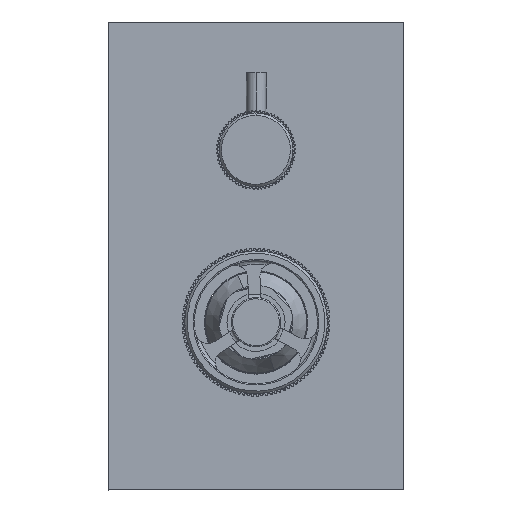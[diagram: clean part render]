
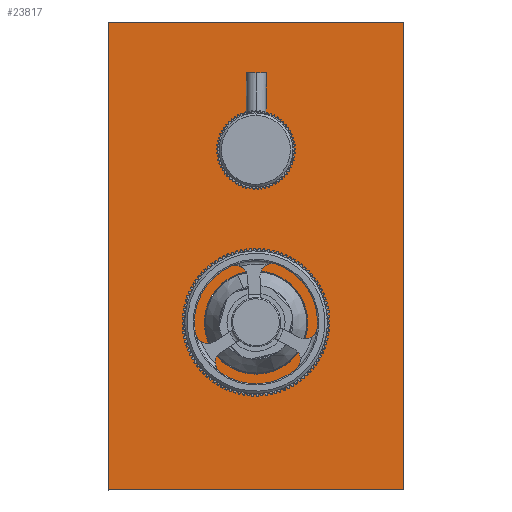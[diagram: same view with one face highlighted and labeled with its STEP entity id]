
A CAD part, top view. The second image highlights one B-rep face of the part: STEP entity #23817.
In plain terms, the highlighted planar face has unit normal (0, 0, 1).
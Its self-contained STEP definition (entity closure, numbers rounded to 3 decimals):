
#133 = VERTEX_POINT ( 'NONE', #13456 ) ;
#186 = VERTEX_POINT ( 'NONE', #23076 ) ;
#191 = VECTOR ( 'NONE', #23257, 1000. ) ;
#643 = FACE_OUTER_BOUND ( 'NONE', #20607, .T. ) ;
#1353 = LINE ( 'NONE', #12340, #191 ) ;
#1452 = LINE ( 'NONE', #19206, #18154 ) ;
#1631 = CARTESIAN_POINT ( 'NONE',  ( 21., -27., 2. ) ) ;
#2040 = VECTOR ( 'NONE', #7354, 1000. ) ;
#2112 = CARTESIAN_POINT ( 'NONE',  ( 60., -95., 2. ) ) ;
#2124 = ORIENTED_EDGE ( 'NONE', *, *, #4718, .T. ) ;
#2443 = DIRECTION ( 'NONE',  ( -1., 0., 0. ) ) ;
#2640 = ORIENTED_EDGE ( 'NONE', *, *, #17271, .F. ) ;
#2682 = CARTESIAN_POINT ( 'NONE',  ( 60., 95., 2. ) ) ;
#3688 = CARTESIAN_POINT ( 'NONE',  ( 0., -27., 2. ) ) ;
#3785 = DIRECTION ( 'NONE',  ( 1., 0., 0. ) ) ;
#3863 = DIRECTION ( 'NONE',  ( 0., 0., 1. ) ) ;
#3877 = EDGE_CURVE ( 'NONE', #7758, #21752, #21251, .T. ) ;
#3987 = CARTESIAN_POINT ( 'NONE',  ( -60., -95., 2. ) ) ;
#4362 = LINE ( 'NONE', #16451, #2040 ) ;
#4416 = AXIS2_PLACEMENT_3D ( 'NONE', #15741, #4709, #17584 ) ;
#4461 = CARTESIAN_POINT ( 'NONE',  ( 0., 95., 2. ) ) ;
#4510 = AXIS2_PLACEMENT_3D ( 'NONE', #22006, #3863, #3785 ) ;
#4709 = DIRECTION ( 'NONE',  ( 0., 0., 1. ) ) ;
#4718 = EDGE_CURVE ( 'NONE', #18503, #14420, #20912, .T. ) ;
#4840 = CIRCLE ( 'NONE', #20084, 12.5 ) ;
#5824 = FACE_BOUND ( 'NONE', #9289, .T. ) ;
#5866 = FACE_BOUND ( 'NONE', #7812, .T. ) ;
#7109 = EDGE_CURVE ( 'NONE', #14420, #14846, #4362, .T. ) ;
#7209 = ORIENTED_EDGE ( 'NONE', *, *, #3877, .F. ) ;
#7354 = DIRECTION ( 'NONE',  ( 0., -1., 0. ) ) ;
#7758 = VERTEX_POINT ( 'NONE', #18532 ) ;
#7812 = EDGE_LOOP ( 'NONE', ( #15517, #2640 ) ) ;
#7895 = DIRECTION ( 'NONE',  ( 1., 0., 0. ) ) ;
#8579 = DIRECTION ( 'NONE',  ( 0., 0., 1. ) ) ;
#9289 = EDGE_LOOP ( 'NONE', ( #7209, #21247 ) ) ;
#9664 = DIRECTION ( 'NONE',  ( 0., 0., 1. ) ) ;
#11913 = EDGE_CURVE ( 'NONE', #21752, #7758, #23827, .T. ) ;
#12128 = DIRECTION ( 'NONE',  ( 1., 0., 0. ) ) ;
#12340 = CARTESIAN_POINT ( 'NONE',  ( 0., -95., 2. ) ) ;
#12871 = AXIS2_PLACEMENT_3D ( 'NONE', #3688, #21826, #16331 ) ;
#13456 = CARTESIAN_POINT ( 'NONE',  ( -12.5, 43., 2. ) ) ;
#13899 = PLANE ( 'NONE',  #4416 ) ;
#14420 = VERTEX_POINT ( 'NONE', #20307 ) ;
#14846 = VERTEX_POINT ( 'NONE', #3987 ) ;
#15366 = CARTESIAN_POINT ( 'NONE',  ( 0., -27., 2. ) ) ;
#15517 = ORIENTED_EDGE ( 'NONE', *, *, #22308, .F. ) ;
#15741 = CARTESIAN_POINT ( 'NONE',  ( 0., 0., 2. ) ) ;
#15822 = CARTESIAN_POINT ( 'NONE',  ( 0., 43., 2. ) ) ;
#16087 = VERTEX_POINT ( 'NONE', #2112 ) ;
#16331 = DIRECTION ( 'NONE',  ( 1., 0., 0. ) ) ;
#16394 = EDGE_CURVE ( 'NONE', #18503, #16087, #1452, .T. ) ;
#16451 = CARTESIAN_POINT ( 'NONE',  ( -60., 0., 2. ) ) ;
#17271 = EDGE_CURVE ( 'NONE', #186, #133, #4840, .T. ) ;
#17584 = DIRECTION ( 'NONE',  ( 1., 0., 0. ) ) ;
#17618 = AXIS2_PLACEMENT_3D ( 'NONE', #15366, #9664, #7895 ) ;
#17959 = EDGE_CURVE ( 'NONE', #16087, #14846, #1353, .T. ) ;
#18154 = VECTOR ( 'NONE', #23001, 1000. ) ;
#18503 = VERTEX_POINT ( 'NONE', #2682 ) ;
#18532 = CARTESIAN_POINT ( 'NONE',  ( -21., -27., 2. ) ) ;
#18943 = ORIENTED_EDGE ( 'NONE', *, *, #7109, .T. ) ;
#19206 = CARTESIAN_POINT ( 'NONE',  ( 60., 0., 2. ) ) ;
#19658 = CIRCLE ( 'NONE', #4510, 12.5 ) ;
#20084 = AXIS2_PLACEMENT_3D ( 'NONE', #15822, #8579, #12128 ) ;
#20307 = CARTESIAN_POINT ( 'NONE',  ( -60., 95., 2. ) ) ;
#20607 = EDGE_LOOP ( 'NONE', ( #21351, #22349, #2124, #18943 ) ) ;
#20640 = VECTOR ( 'NONE', #2443, 1000. ) ;
#20912 = LINE ( 'NONE', #4461, #20640 ) ;
#21247 = ORIENTED_EDGE ( 'NONE', *, *, #11913, .F. ) ;
#21251 = CIRCLE ( 'NONE', #17618, 21. ) ;
#21351 = ORIENTED_EDGE ( 'NONE', *, *, #17959, .F. ) ;
#21752 = VERTEX_POINT ( 'NONE', #1631 ) ;
#21826 = DIRECTION ( 'NONE',  ( 0., 0., 1. ) ) ;
#22006 = CARTESIAN_POINT ( 'NONE',  ( 0., 43., 2. ) ) ;
#22308 = EDGE_CURVE ( 'NONE', #133, #186, #19658, .T. ) ;
#22349 = ORIENTED_EDGE ( 'NONE', *, *, #16394, .F. ) ;
#23001 = DIRECTION ( 'NONE',  ( 0., -1., 0. ) ) ;
#23076 = CARTESIAN_POINT ( 'NONE',  ( 12.5, 43., 2. ) ) ;
#23257 = DIRECTION ( 'NONE',  ( -1., 0., 0. ) ) ;
#23817 = ADVANCED_FACE ( 'NONE', ( #5824, #5866, #643 ), #13899, .T. ) ;
#23827 = CIRCLE ( 'NONE', #12871, 21. ) ;
